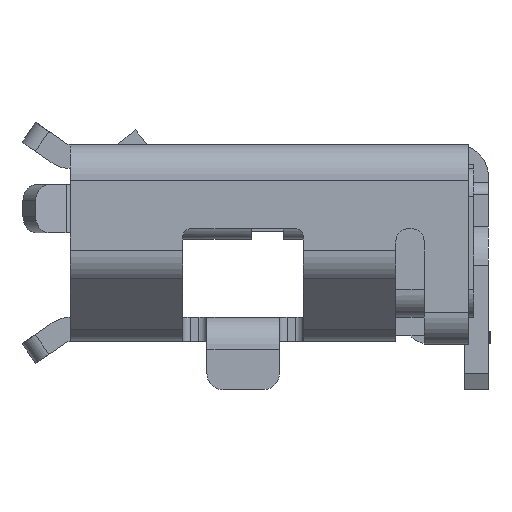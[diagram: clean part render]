
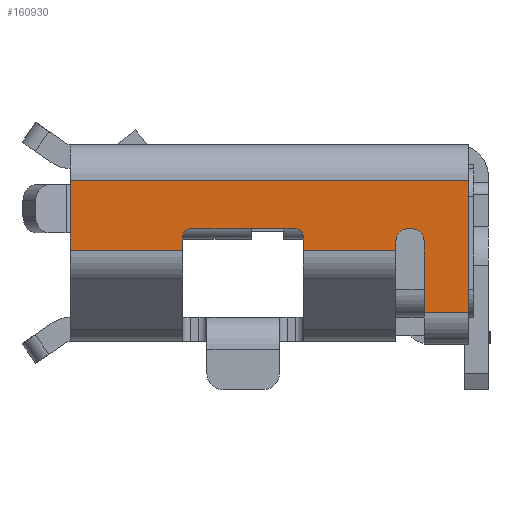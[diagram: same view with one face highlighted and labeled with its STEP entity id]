
A CAD part, left-side view. The second image highlights one B-rep face of the part: STEP entity #160930.
In plain terms, the highlighted planar face has unit normal (-1, 0, 0).
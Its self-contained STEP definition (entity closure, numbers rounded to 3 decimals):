
#84000=CARTESIAN_POINT('',(-3.75,-3.5,
0.092));
#84010=VERTEX_POINT('',#84000);
#84850=CARTESIAN_POINT('',(-3.75,-3.5,
-0.125));
#84860=VERTEX_POINT('',#84850);
#84890=CARTESIAN_POINT('',(-3.75,-3.5,
0.025));
#84900=DIRECTION('',(-0.,0.,1.));
#84910=VECTOR('',#84900,1.);
#84920=LINE('',#84890,#84910);
#84930=EDGE_CURVE('',#84860,#84010,#84920,.T.);
#152000=CARTESIAN_POINT('',(-3.75,0.7,
-0.025));
#152010=DIRECTION('',(-1.,0.,0.));
#152020=DIRECTION('',(0.,0.,1.));
#152030=AXIS2_PLACEMENT_3D('',#152000,#152010,#152020);
#152040=CIRCLE('',#152030,0.15);
#152050=CARTESIAN_POINT('',(-3.75,0.7,
-0.175));
#152060=VERTEX_POINT('',#152050);
#152070=CARTESIAN_POINT('',(-3.75,0.55,
-0.025));
#152080=VERTEX_POINT('',#152070);
#152090=EDGE_CURVE('',#152060,#152080,#152040,.T.);
#152340=CARTESIAN_POINT('',(-3.75,-3.2,
-0.175));
#152350=DIRECTION('',(0.,1.,0.));
#152360=VECTOR('',#152350,1.);
#152370=LINE('',#152340,#152360);
#152380=CARTESIAN_POINT('',(-3.75,0.75,
-0.175));
#152390=VERTEX_POINT('',#152380);
#152400=EDGE_CURVE('',#152060,#152390,#152370,.T.);
#153010=CARTESIAN_POINT('',(-3.75,0.55,
0.092));
#153020=VERTEX_POINT('',#153010);
#153050=CARTESIAN_POINT('',(-3.75,0.55,
0.025));
#153060=DIRECTION('',(0.,0.,-1.));
#153070=VECTOR('',#153060,1.);
#153080=LINE('',#153050,#153070);
#153090=EDGE_CURVE('',#153020,#152080,#153080,.T.);
#153640=CARTESIAN_POINT('',(-3.75,-0.7,
-0.175));
#153650=VERTEX_POINT('',#153640);
#153820=CARTESIAN_POINT('',(-3.75,-2.,
-0.175));
#153830=VERTEX_POINT('',#153820);
#153860=CARTESIAN_POINT('',(-3.75,-1.7,
-0.175));
#153870=DIRECTION('',(0.,1.,0.));
#153880=VECTOR('',#153870,1.3);
#153890=LINE('',#153860,#153880);
#153900=EDGE_CURVE('',#153830,#153650,#153890,.T.);
#159190=CARTESIAN_POINT('',(-3.75,-2.1,
0.092));
#159200=VERTEX_POINT('',#159190);
#159230=CARTESIAN_POINT('',(-3.75,-2.1,
0.025));
#159240=DIRECTION('',(-0.,0.,1.));
#159250=VECTOR('',#159240,1.);
#159260=LINE('',#159230,#159250);
#159270=CARTESIAN_POINT('',(-3.75,-2.1,
-0.075));
#159280=VERTEX_POINT('',#159270);
#159290=EDGE_CURVE('',#159280,#159200,#159260,.T.);
#159850=CARTESIAN_POINT('',(-3.75,-3.2,
0.092));
#159860=DIRECTION('',(0.,1.,0.));
#159870=VECTOR('',#159860,1.);
#159880=LINE('',#159850,#159870);
#159890=EDGE_CURVE('',#84010,#159200,#159880,.T.);
#159940=CARTESIAN_POINT('',(-3.75,-1.175,
0.));
#159950=DIRECTION('',(-1.,0.,-0.));
#159960=DIRECTION('',(0.,0.,1.));
#159970=AXIS2_PLACEMENT_3D('',#159940,#159950,#159960);
#159980=PLANE('',#159970);
#159990=CARTESIAN_POINT('',(-3.75,0.9,
0.025));
#160000=DIRECTION('',(-0.,0.,1.));
#160010=VECTOR('',#160000,1.);
#160020=LINE('',#159990,#160010);
#160030=CARTESIAN_POINT('',(-3.75,0.9,
-0.025));
#160040=VERTEX_POINT('',#160030);
#160050=CARTESIAN_POINT('',(-3.75,0.9,
0.865));
#160060=VERTEX_POINT('',#160050);
#160070=EDGE_CURVE('',#160040,#160060,#160020,.T.);
#160080=ORIENTED_EDGE('',*,*,#160070,.T.);
#160090=CARTESIAN_POINT('',(-3.75,0.75,
-0.025));
#160100=DIRECTION('',(-1.,0.,0.));
#160110=DIRECTION('',(0.,0.,1.));
#160120=AXIS2_PLACEMENT_3D('',#160090,#160100,#160110);
#160130=CIRCLE('',#160120,0.15);
#160140=EDGE_CURVE('',#160040,#152390,#160130,.T.);
#160150=ORIENTED_EDGE('',*,*,#160140,.F.);
#160160=ORIENTED_EDGE('',*,*,#152400,.T.);
#160170=ORIENTED_EDGE('',*,*,#152090,.F.);
#160180=ORIENTED_EDGE('',*,*,#153090,.T.);
#160190=CARTESIAN_POINT('',(-3.75,-3.2,
0.092));
#160200=DIRECTION('',(0.,1.,0.));
#160210=VECTOR('',#160200,1.);
#160220=LINE('',#160190,#160210);
#160230=CARTESIAN_POINT('',(-3.75,-0.6,
0.092));
#160240=VERTEX_POINT('',#160230);
#160250=EDGE_CURVE('',#160240,#153020,#160220,.T.);
#160260=ORIENTED_EDGE('',*,*,#160250,.T.);
#160270=CARTESIAN_POINT('',(-3.75,-0.6,
0.025));
#160280=DIRECTION('',(-0.,0.,1.));
#160290=VECTOR('',#160280,1.);
#160300=LINE('',#160270,#160290);
#160310=CARTESIAN_POINT('',(-3.75,-0.6,
-0.075));
#160320=VERTEX_POINT('',#160310);
#160330=EDGE_CURVE('',#160320,#160240,#160300,.T.);
#160340=ORIENTED_EDGE('',*,*,#160330,.T.);
#160350=CARTESIAN_POINT('',(-3.75,-0.7,
-0.075));
#160360=DIRECTION('',(-1.,0.,0.));
#160370=DIRECTION('',(0.,1.,0.));
#160380=AXIS2_PLACEMENT_3D('',#160350,#160360,#160370);
#160390=CIRCLE('',#160380,0.1);
#160400=EDGE_CURVE('',#160320,#153650,#160390,.T.);
#160410=ORIENTED_EDGE('',*,*,#160400,.F.);
#160420=ORIENTED_EDGE('',*,*,#153900,.T.);
#160430=CARTESIAN_POINT('',(-3.75,-2.,
-0.075));
#160440=DIRECTION('',(-1.,0.,0.));
#160450=DIRECTION('',(0.,0.,-1.));
#160460=AXIS2_PLACEMENT_3D('',#160430,#160440,#160450);
#160470=CIRCLE('',#160460,0.1);
#160480=EDGE_CURVE('',#153830,#159280,#160470,.T.);
#160490=ORIENTED_EDGE('',*,*,#160480,.F.);
#160500=ORIENTED_EDGE('',*,*,#159290,.F.);
#160510=ORIENTED_EDGE('',*,*,#159890,.T.);
#160520=ORIENTED_EDGE('',*,*,#84930,.T.);
#160530=CARTESIAN_POINT('',(-3.75,-3.5,
-0.111));
#160540=DIRECTION('',(0.,0.,-1.));
#160550=VECTOR('',#160540,1.);
#160560=LINE('',#160530,#160550);
#160570=CARTESIAN_POINT('',(-3.75,-3.5,
-0.725));
#160580=VERTEX_POINT('',#160570);
#160590=EDGE_CURVE('',#84860,#160580,#160560,.T.);
#160600=ORIENTED_EDGE('',*,*,#160590,.F.);
#160610=CARTESIAN_POINT('',(-3.75,-3.5,
-0.775));
#160620=DIRECTION('',(-0.,0.,1.));
#160630=VECTOR('',#160620,0.05);
#160640=LINE('',#160610,#160630);
#160650=CARTESIAN_POINT('',(-3.75,-3.5,
-0.775));
#160660=VERTEX_POINT('',#160650);
#160670=EDGE_CURVE('',#160660,#160580,#160640,.T.);
#160680=ORIENTED_EDGE('',*,*,#160670,.T.);
#160690=CARTESIAN_POINT('',(-3.75,1.243,
-0.775));
#160700=DIRECTION('',(0.,-1.,0.));
#160710=VECTOR('',#160700,1.);
#160720=LINE('',#160690,#160710);
#160730=CARTESIAN_POINT('',(-3.75,1.45,
-0.775));
#160740=VERTEX_POINT('',#160730);
#160750=EDGE_CURVE('',#160740,#160660,#160720,.T.);
#160760=ORIENTED_EDGE('',*,*,#160750,.T.);
#160770=CARTESIAN_POINT('',(-3.75,1.45,
0.025));
#160780=DIRECTION('',(-0.,0.,1.));
#160790=VECTOR('',#160780,1.);
#160800=LINE('',#160770,#160790);
#160810=CARTESIAN_POINT('',(-3.75,1.45,
0.865));
#160820=VERTEX_POINT('',#160810);
#160830=EDGE_CURVE('',#160740,#160820,#160800,.T.);
#160840=ORIENTED_EDGE('',*,*,#160830,.F.);
#160850=CARTESIAN_POINT('',(-3.75,-3.2,
0.865));
#160860=DIRECTION('',(0.,1.,0.));
#160870=VECTOR('',#160860,1.);
#160880=LINE('',#160850,#160870);
#160890=EDGE_CURVE('',#160060,#160820,#160880,.T.);
#160900=ORIENTED_EDGE('',*,*,#160890,.T.);
#160910=EDGE_LOOP('',(#160900,#160840,#160760,#160680,#160600,#160520,
#160510,#160500,#160490,#160420,#160410,#160340,#160260,#160180,#160170,
#160160,#160150,#160080));
#160920=FACE_OUTER_BOUND('',#160910,.T.);
#160930=ADVANCED_FACE('',(#160920),#159980,.T.);
